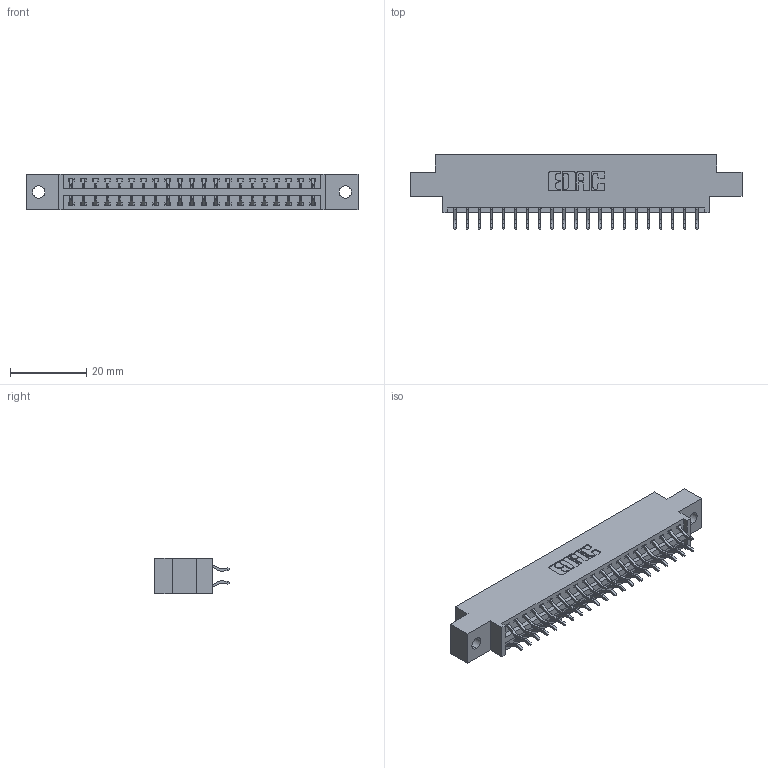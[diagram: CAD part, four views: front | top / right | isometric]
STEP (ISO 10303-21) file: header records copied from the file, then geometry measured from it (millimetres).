
FILE_DESCRIPTION (( 'STEP AP203' ), '1' );
FILE_NAME ('396-042-556-802.STEP', '2019-11-02T06:11:08', ( '' ), ( '' ), 'SwSTEP 2.0', 'SolidWorks 2016', '' );
FILE_SCHEMA (( 'CONFIG_CONTROL_DESIGN' ));
Length unit declared in the file: inch
Products named in the file (3): 346 Part_0.170 Offset - 0.128 Dia; 345-292-001_556 Tail; 396-042-556-802
Assembly tree (43 placements, depth 2):
  396-042-556-802
    346 Part_0.170 Offset - 0.128 Dia
    345-292-001_556 Tail  x42
Bounding box: 87.25 x 19.57 x 9.4 mm (x, y, z)
Volume: 8151.8 mm3; surface area: 10746.5 mm2
Topology: 43 solids, 43 shells, 2562 faces, 7607 edges, 5014 vertices
Faces by surface type: plane 1718, cylinder 844
Entity records: 16887 total; most frequent: CARTESIAN_POINT 2828, ORIENTED_EDGE 2750, DIRECTION 2531, EDGE_CURVE 1375, VECTOR 1151, LINE 1151, VERTEX_POINT 914, AXIS2_PLACEMENT_3D 690
